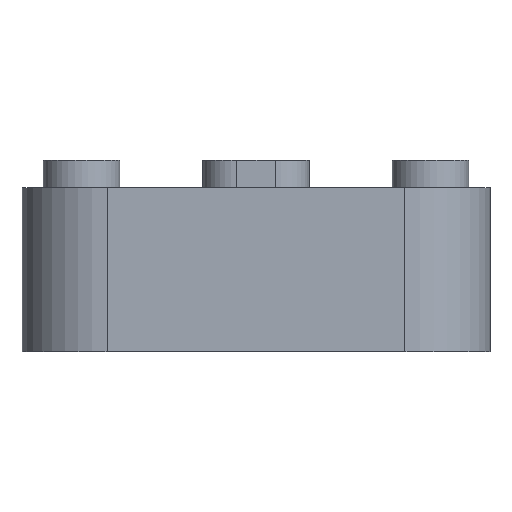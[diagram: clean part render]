
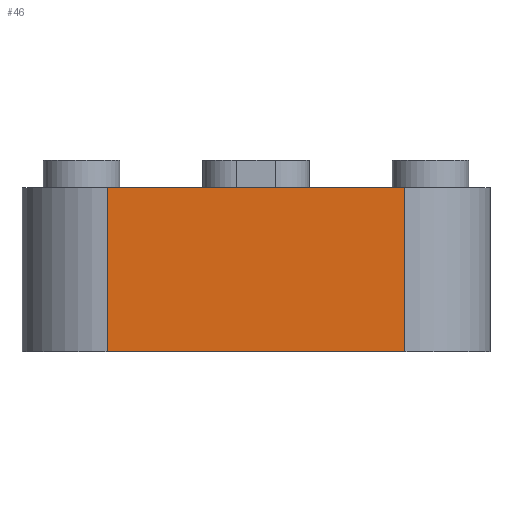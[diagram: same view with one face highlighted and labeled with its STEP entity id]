
A CAD part, front view. The second image highlights one B-rep face of the part: STEP entity #46.
In plain terms, the highlighted planar face has unit normal (0, -1, 0).
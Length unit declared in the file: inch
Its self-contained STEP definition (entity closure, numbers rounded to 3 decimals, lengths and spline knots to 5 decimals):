
#30 = CARTESIAN_POINT ( 'NONE',  ( 0., 0., 0. ) ) ;
#40 = AXIS2_PLACEMENT_3D ( 'NONE', #1043, #187, #87 ) ;
#46 = ADVANCED_FACE ( 'NONE', ( #724 ), #837, .F. ) ;
#87 = DIRECTION ( 'NONE',  ( 0., 0., 1. ) ) ;
#110 = VECTOR ( 'NONE', #376, 39.37008 ) ;
#134 = DIRECTION ( 'NONE',  ( 1., 0., 0. ) ) ;
#187 = DIRECTION ( 'NONE',  ( 0., 1., 0. ) ) ;
#335 = EDGE_CURVE ( 'NONE', #662, #500, #694, .T. ) ;
#361 = LINE ( 'NONE', #1110, #110 ) ;
#376 = DIRECTION ( 'NONE',  ( 0., 0., 1. ) ) ;
#478 = LINE ( 'NONE', #796, #1080 ) ;
#500 = VERTEX_POINT ( 'NONE', #1143 ) ;
#598 = LINE ( 'NONE', #735, #933 ) ;
#662 = VERTEX_POINT ( 'NONE', #731 ) ;
#664 = EDGE_CURVE ( 'NONE', #1151, #662, #598, .T. ) ;
#679 = ORIENTED_EDGE ( 'NONE', *, *, #1341, .T. ) ;
#694 = LINE ( 'NONE', #30, #1232 ) ;
#724 = FACE_OUTER_BOUND ( 'NONE', #824, .T. ) ;
#731 = CARTESIAN_POINT ( 'NONE',  ( 0.5, 0., 0. ) ) ;
#735 = CARTESIAN_POINT ( 'NONE',  ( 0.5, 0., 1.125 ) ) ;
#796 = CARTESIAN_POINT ( 'NONE',  ( 0., 0., 0.965 ) ) ;
#824 = EDGE_LOOP ( 'NONE', ( #940, #1104, #1101, #679 ) ) ;
#837 = PLANE ( 'NONE',  #40 ) ;
#843 = VERTEX_POINT ( 'NONE', #1184 ) ;
#933 = VECTOR ( 'NONE', #1157, 39.37008 ) ;
#940 = ORIENTED_EDGE ( 'NONE', *, *, #1259, .F. ) ;
#1043 = CARTESIAN_POINT ( 'NONE',  ( 0., 0., 1.125 ) ) ;
#1080 = VECTOR ( 'NONE', #134, 39.37008 ) ;
#1101 = ORIENTED_EDGE ( 'NONE', *, *, #335, .T. ) ;
#1104 = ORIENTED_EDGE ( 'NONE', *, *, #664, .T. ) ;
#1110 = CARTESIAN_POINT ( 'NONE',  ( 2.25, 0., 1.125 ) ) ;
#1143 = CARTESIAN_POINT ( 'NONE',  ( 2.25, 0., 0. ) ) ;
#1151 = VERTEX_POINT ( 'NONE', #1174 ) ;
#1157 = DIRECTION ( 'NONE',  ( 0., 0., -1. ) ) ;
#1174 = CARTESIAN_POINT ( 'NONE',  ( 0.5, 0., 0.965 ) ) ;
#1184 = CARTESIAN_POINT ( 'NONE',  ( 2.25, 0., 0.965 ) ) ;
#1232 = VECTOR ( 'NONE', #1300, 39.37008 ) ;
#1259 = EDGE_CURVE ( 'NONE', #1151, #843, #478, .T. ) ;
#1300 = DIRECTION ( 'NONE',  ( 1., 0., 0. ) ) ;
#1341 = EDGE_CURVE ( 'NONE', #500, #843, #361, .T. ) ;
